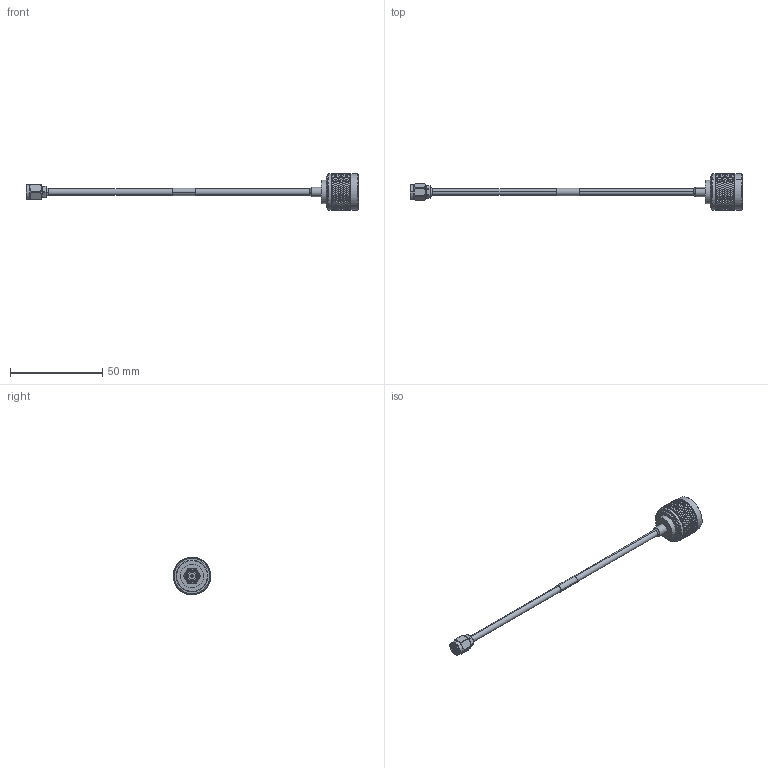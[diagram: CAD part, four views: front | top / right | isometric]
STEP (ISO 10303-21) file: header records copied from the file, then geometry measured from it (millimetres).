
FILE_DESCRIPTION (( 'STEP AP214' ), '1' );
FILE_NAME ('LCCA30407.step', '2020-05-01T17:24:15', ( '' ), ( '' ), 'SwSTEP 2.0', 'SolidWorks 2018', '' );
FILE_SCHEMA (( 'AUTOMOTIVE_DESIGN' ));
Length unit declared in the file: inch
Products named in the file (7): solder plug left^LCCA30407; LCCN3043; LCCN3051; 1AW01-003_.152 ID; LC141TB (141 FORMABLE); LCCA30407; solder plug right^LCCA30407
Assembly tree (6 placements, depth 2):
  LCCA30407
    LC141TB (141 FORMABLE)
    LCCN3043
    solder plug left^LCCA30407
    1AW01-003_.152 ID
    LCCN3051
    solder plug right^LCCA30407
Bounding box: 180.21 x 20.32 x 20.32 mm (x, y, z)
Volume: 5961 mm3; surface area: 6002.5 mm2
Topology: 6 solids, 6 shells, 2416 faces, 5159 edges, 2769 vertices
Faces by surface type: bspline 1798, cylinder 527, cone 43, plane 38, torus 6, sphere 4
Entity records: 94695 total; most frequent: CARTESIAN_POINT 61964, ORIENTED_EDGE 10318, EDGE_CURVE 5159, VERTEX_POINT 2769, EDGE_LOOP 2436, ADVANCED_FACE 2416, FACE_OUTER_BOUND 2416, B_SPLINE_CURVE_WITH_KNOTS 2075
